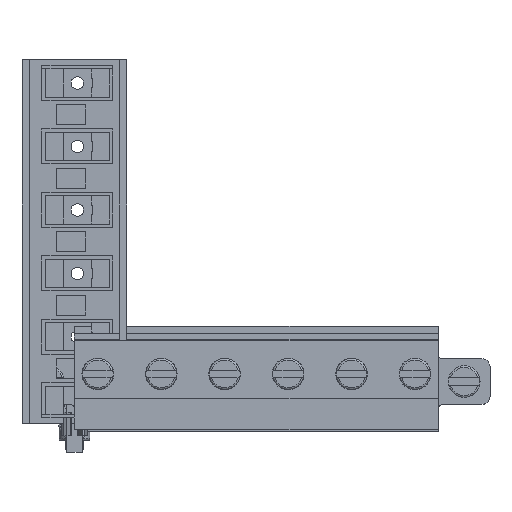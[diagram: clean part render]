
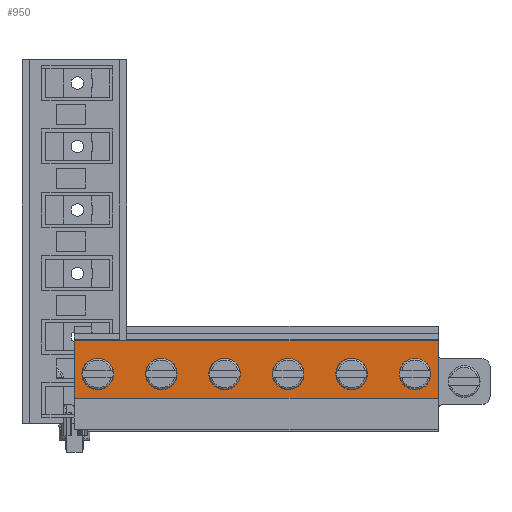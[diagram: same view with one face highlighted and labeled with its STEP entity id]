
A CAD part, top view. The second image highlights one B-rep face of the part: STEP entity #950.
In plain terms, the highlighted planar face has unit normal (0, 0, 1).
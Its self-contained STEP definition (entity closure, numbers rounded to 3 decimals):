
#950 = ADVANCED_FACE( '', ( #2577, #2578, #2579, #2580, #2581, #2582, #2583 ), #2584, .T. );
#2577 = FACE_BOUND( '', #4997, .T. );
#2578 = FACE_BOUND( '', #4998, .T. );
#2579 = FACE_BOUND( '', #4999, .T. );
#2580 = FACE_BOUND( '', #5000, .T. );
#2581 = FACE_BOUND( '', #5001, .T. );
#2582 = FACE_BOUND( '', #5002, .T. );
#2583 = FACE_OUTER_BOUND( '', #5003, .T. );
#2584 = PLANE( '', #5004 );
#4997 = EDGE_LOOP( '', ( #7894 ) );
#4998 = EDGE_LOOP( '', ( #7895 ) );
#4999 = EDGE_LOOP( '', ( #7896 ) );
#5000 = EDGE_LOOP( '', ( #7897 ) );
#5001 = EDGE_LOOP( '', ( #7898 ) );
#5002 = EDGE_LOOP( '', ( #7899 ) );
#5003 = EDGE_LOOP( '', ( #7900, #7901, #7902, #7903 ) );
#5004 = AXIS2_PLACEMENT_3D( '', #7904, #7905, #7906 );
#7894 = ORIENTED_EDGE( '', *, *, #14620, .T. );
#7895 = ORIENTED_EDGE( '', *, *, #14621, .T. );
#7896 = ORIENTED_EDGE( '', *, *, #14622, .T. );
#7897 = ORIENTED_EDGE( '', *, *, #14623, .T. );
#7898 = ORIENTED_EDGE( '', *, *, #14624, .T. );
#7899 = ORIENTED_EDGE( '', *, *, #14625, .T. );
#7900 = ORIENTED_EDGE( '', *, *, #14626, .F. );
#7901 = ORIENTED_EDGE( '', *, *, #14627, .F. );
#7902 = ORIENTED_EDGE( '', *, *, #14628, .T. );
#7903 = ORIENTED_EDGE( '', *, *, #14629, .T. );
#7904 = CARTESIAN_POINT( '', ( 43.7, 3., 17.6 ) );
#7905 = DIRECTION( '', ( 0., 0., 1. ) );
#7906 = DIRECTION( '', ( 1., 0., 0. ) );
#14620 = EDGE_CURVE( '', #17734, #17734, #17735, .T. );
#14621 = EDGE_CURVE( '', #17736, #17736, #17737, .T. );
#14622 = EDGE_CURVE( '', #17738, #17738, #17739, .T. );
#14623 = EDGE_CURVE( '', #17740, #17740, #17741, .T. );
#14624 = EDGE_CURVE( '', #17742, #17742, #17743, .T. );
#14625 = EDGE_CURVE( '', #17744, #17744, #17745, .T. );
#14626 = EDGE_CURVE( '', #17746, #17747, #17748, .T. );
#14627 = EDGE_CURVE( '', #17749, #17746, #17750, .T. );
#14628 = EDGE_CURVE( '', #17749, #17751, #17752, .T. );
#14629 = EDGE_CURVE( '', #17751, #17747, #17753, .T. );
#17734 = VERTEX_POINT( '', #22177 );
#17735 = CIRCLE( '', #22178, 1.9 );
#17736 = VERTEX_POINT( '', #22179 );
#17737 = CIRCLE( '', #22180, 1.9 );
#17738 = VERTEX_POINT( '', #22181 );
#17739 = CIRCLE( '', #22182, 1.9 );
#17740 = VERTEX_POINT( '', #22183 );
#17741 = CIRCLE( '', #22184, 1.9 );
#17742 = VERTEX_POINT( '', #22185 );
#17743 = CIRCLE( '', #22186, 1.9 );
#17744 = VERTEX_POINT( '', #22187 );
#17745 = CIRCLE( '', #22188, 1.9 );
#17746 = VERTEX_POINT( '', #22189 );
#17747 = VERTEX_POINT( '', #22190 );
#17748 = LINE( '', #22191, #22192 );
#17749 = VERTEX_POINT( '', #22193 );
#17750 = LINE( '', #22194, #22195 );
#17751 = VERTEX_POINT( '', #22196 );
#17752 = LINE( '', #22197, #22198 );
#17753 = LINE( '', #22199, #22200 );
#22177 = CARTESIAN_POINT( '', ( 33.28, 4.05, 17.6 ) );
#22178 = AXIS2_PLACEMENT_3D( '', #27358, #27359, #27360 );
#22179 = CARTESIAN_POINT( '', ( 25.66, 4.05, 17.6 ) );
#22180 = AXIS2_PLACEMENT_3D( '', #27361, #27362, #27363 );
#22181 = CARTESIAN_POINT( '', ( 18.04, 4.05, 17.6 ) );
#22182 = AXIS2_PLACEMENT_3D( '', #27364, #27365, #27366 );
#22183 = CARTESIAN_POINT( '', ( 10.42, 4.05, 17.6 ) );
#22184 = AXIS2_PLACEMENT_3D( '', #27367, #27368, #27369 );
#22185 = CARTESIAN_POINT( '', ( 40.9, 4.05, 17.6 ) );
#22186 = AXIS2_PLACEMENT_3D( '', #27370, #27371, #27372 );
#22187 = CARTESIAN_POINT( '', ( 2.8, 4.05, 17.6 ) );
#22188 = AXIS2_PLACEMENT_3D( '', #27373, #27374, #27375 );
#22189 = CARTESIAN_POINT( '', ( 0., 3., 17.6 ) );
#22190 = CARTESIAN_POINT( '', ( 0., 10., 17.6 ) );
#22191 = CARTESIAN_POINT( '', ( 0., 3., 17.6 ) );
#22192 = VECTOR( '', #27376, 1000. );
#22193 = CARTESIAN_POINT( '', ( 43.7, 3., 17.6 ) );
#22194 = CARTESIAN_POINT( '', ( 43.7, 3., 17.6 ) );
#22195 = VECTOR( '', #27377, 1000. );
#22196 = CARTESIAN_POINT( '', ( 43.7, 10., 17.6 ) );
#22197 = CARTESIAN_POINT( '', ( 43.7, 3., 17.6 ) );
#22198 = VECTOR( '', #27378, 1000. );
#22199 = CARTESIAN_POINT( '', ( 43.7, 10., 17.6 ) );
#22200 = VECTOR( '', #27379, 1000. );
#27358 = CARTESIAN_POINT( '', ( 33.28, 5.95, 17.6 ) );
#27359 = DIRECTION( '', ( 0., 0., -1. ) );
#27360 = DIRECTION( '', ( 0., -1., 0. ) );
#27361 = CARTESIAN_POINT( '', ( 25.66, 5.95, 17.6 ) );
#27362 = DIRECTION( '', ( 0., 0., -1. ) );
#27363 = DIRECTION( '', ( 0., -1., 0. ) );
#27364 = CARTESIAN_POINT( '', ( 18.04, 5.95, 17.6 ) );
#27365 = DIRECTION( '', ( 0., 0., -1. ) );
#27366 = DIRECTION( '', ( 0., -1., 0. ) );
#27367 = CARTESIAN_POINT( '', ( 10.42, 5.95, 17.6 ) );
#27368 = DIRECTION( '', ( 0., 0., -1. ) );
#27369 = DIRECTION( '', ( 0., -1., 0. ) );
#27370 = CARTESIAN_POINT( '', ( 40.9, 5.95, 17.6 ) );
#27371 = DIRECTION( '', ( 0., 0., -1. ) );
#27372 = DIRECTION( '', ( 0., -1., 0. ) );
#27373 = CARTESIAN_POINT( '', ( 2.8, 5.95, 17.6 ) );
#27374 = DIRECTION( '', ( 0., 0., -1. ) );
#27375 = DIRECTION( '', ( 0., -1., 0. ) );
#27376 = DIRECTION( '', ( 0., 1., 0. ) );
#27377 = DIRECTION( '', ( -1., 0., 0. ) );
#27378 = DIRECTION( '', ( 0., 1., 0. ) );
#27379 = DIRECTION( '', ( -1., 0., 0. ) );
